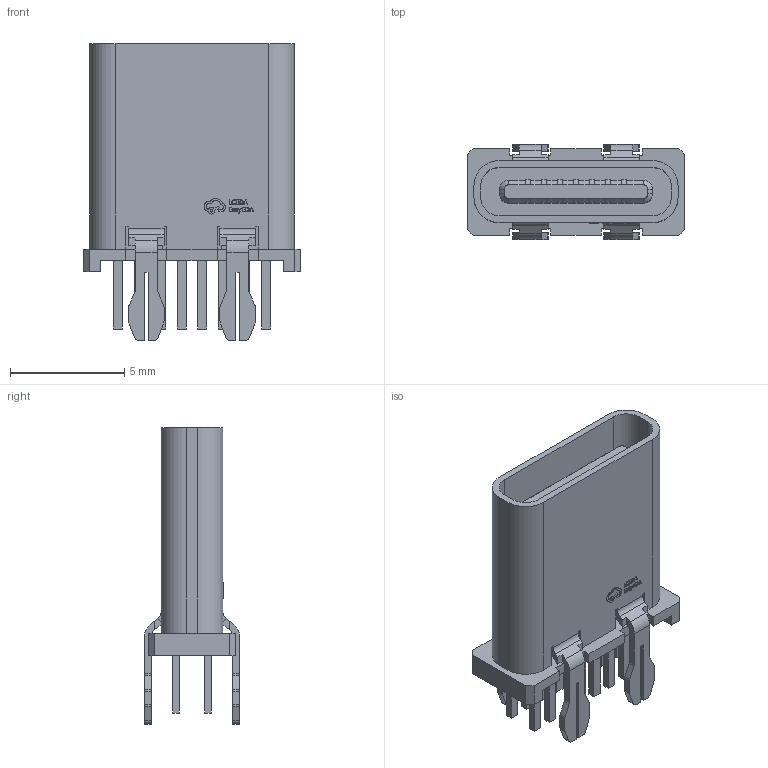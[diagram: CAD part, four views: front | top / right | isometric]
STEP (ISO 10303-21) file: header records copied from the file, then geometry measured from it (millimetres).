
FILE_DESCRIPTION (( 'STEP AP214' ), '1' );
FILE_NAME ('USB-C-TH_SHOUHAN_TYPE-C-14PLC-H10.0.STEP', '2022-09-12T12:23:33', ( '' ), ( '' ), 'SwSTEP 2.0', 'SolidWorks 2018', '' );
FILE_SCHEMA (( 'AUTOMOTIVE_DESIGN' ));
Length unit declared in the file: millimetre
Products named in the file (1): USB-C-TH_SHOUHAN_TYPE-C-14PLC-H10.0
Bounding box: 9.5 x 4.16 x 13 mm (x, y, z)
Volume: 136 mm3; surface area: 827.1 mm2
Topology: 1 solids, 1 shells, 662 faces, 1777 edges, 1162 vertices
Faces by surface type: plane 500, bspline 98, cylinder 60, cone 4
Entity records: 28053 total; most frequent: CARTESIAN_POINT 4912, ORIENTED_EDGE 3554, DIRECTION 2831, EDGE_CURVE 1777, LINE 1453, VECTOR 1453, VERTEX_POINT 1162, EDGE_LOOP 715
